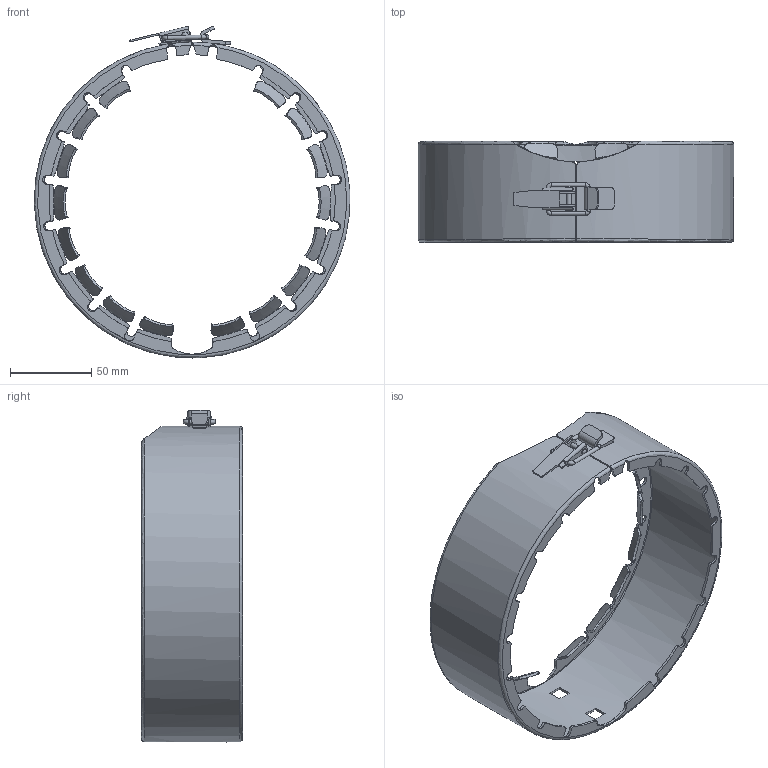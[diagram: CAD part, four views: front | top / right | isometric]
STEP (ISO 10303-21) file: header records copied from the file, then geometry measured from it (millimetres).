
FILE_DESCRIPTION(/* description */ ('STEP AP214'),/* implementation_level */ '2;1');
FILE_NAME(/* name */ '881555z.stp',/* time_stamp */ '2025-04-01T10:42:27+02:00',/* author */ ('corinna'),/* organization */ (''),/* preprocessor_version */ 'ST-DEVELOPER v20',/* originating_system */ 'Autodesk Inventor 2024',/* authorisation */ '');
FILE_SCHEMA (('AUTOMOTIVE_DESIGN { 1 0 10303 214 3 1 1 }'));
Products named in the file (1): 881555z
Bounding box: 194.28 x 62.21 x 204.49 mm (x, y, z)
Volume: 73598.2 mm3; surface area: 102268.8 mm2
Topology: 6 solids, 6 shells, 1080 faces, 3099 edges, 2033 vertices
Faces by surface type: bspline 861, plane 134, cylinder 71, torus 7, cone 5, sphere 2
Full cylindrical faces by diameter (mm): 2.5 x4, 2.8 x1, 3 x8
Entity records: 67111 total; most frequent: CARTESIAN_POINT 42373, ORIENTED_EDGE 6198, DIRECTION 3419, EDGE_CURVE 3099, VERTEX_POINT 2033, LINE 1491, VECTOR 1491, EDGE_LOOP 1102
